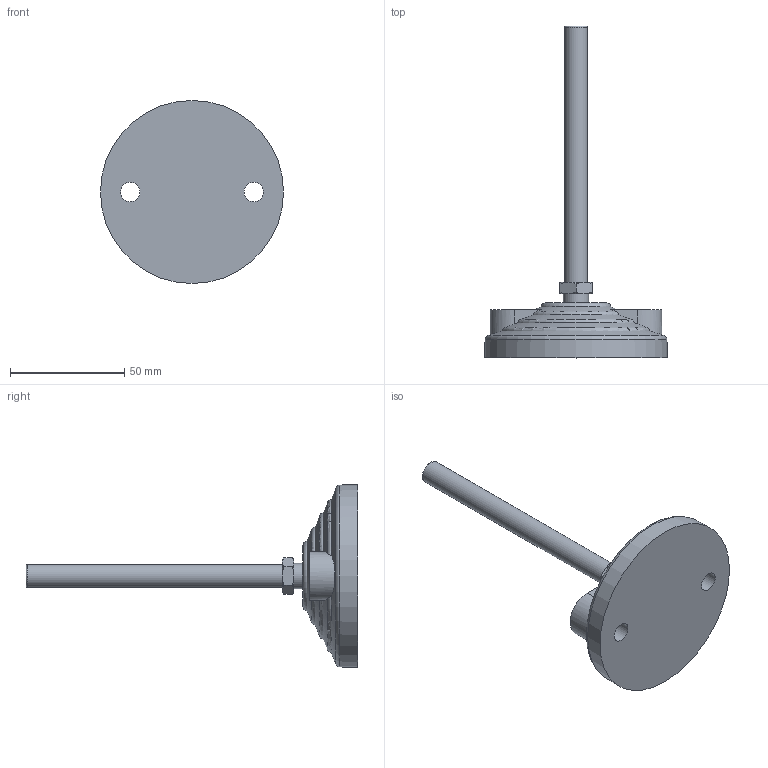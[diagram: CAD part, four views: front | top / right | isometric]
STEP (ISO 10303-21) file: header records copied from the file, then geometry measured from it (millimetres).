
FILE_DESCRIPTION(/* description */ ('PIEDE SNODATO D=80 H=146 M10'),/* implementation_level */ '2;1');
FILE_NAME(/* name */ 'CPDSN0000031.stp',/* time_stamp */ '2019-02-04T17:38:43+01:00',/* author */ ('fzagni'),/* organization */ ('ELESA'),/* preprocessor_version */ 'ST-DEVELOPER v17.2',/* originating_system */ 'Autodesk Inventor 2019',/* authorisation */ '');
FILE_SCHEMA (('AUTOMOTIVE_DESIGN { 1 0 10303 214 3 1 1 }'));
Length unit declared in the file: millimetre
Products named in the file (3): !16.015.00!!!; !958510000199!!!; !958510000198!!!
Assembly tree (2 placements, depth 2):
  !16.015.00!!!
    !958510000199!!!
    !958510000198!!!
Bounding box: 80 x 145 x 80 mm (x, y, z)
Volume: 91065.4 mm3; surface area: 19474.4 mm2
Topology: 2 solids, 2 shells, 55 faces, 154 edges, 104 vertices
Faces by surface type: cone 20, plane 17, torus 9, cylinder 7, sphere 2
Full cylindrical faces by diameter (mm): 8.5 x2, 10 x1, 11 x1, 14 x1
Entity records: 2017 total; most frequent: CARTESIAN_POINT 558, ORIENTED_EDGE 302, DIRECTION 289, EDGE_CURVE 151, AXIS2_PLACEMENT_3D 133, VERTEX_POINT 104, CIRCLE 73, EDGE_LOOP 63
